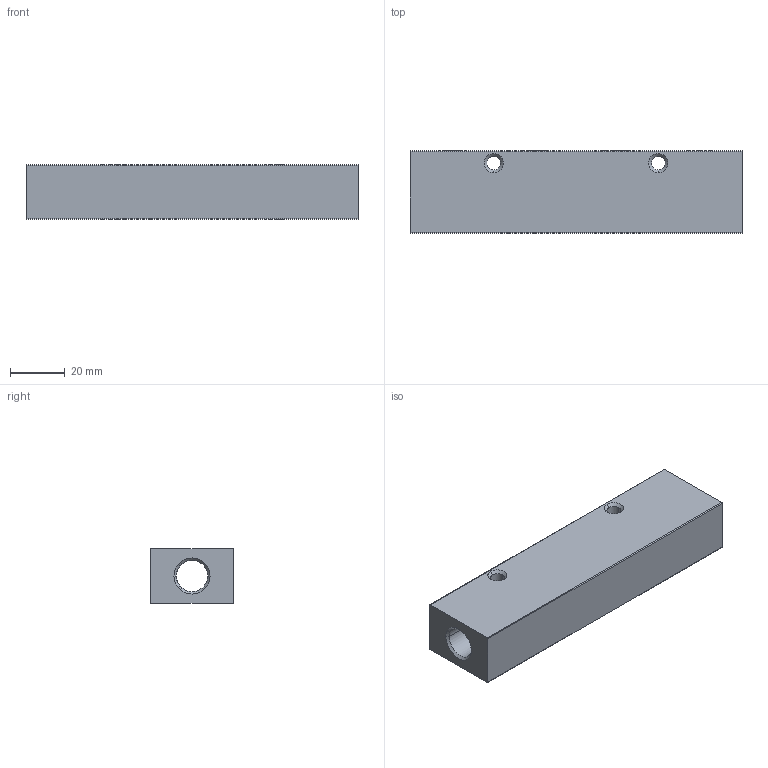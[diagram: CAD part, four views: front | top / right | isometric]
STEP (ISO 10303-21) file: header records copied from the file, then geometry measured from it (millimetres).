
FILE_DESCRIPTION(('STEP AP214'),'1');
FILE_NAME('3311_10_13_04.stp','2016-07-07T14:26:11',('TraceParts'),('TraceParts S.A.'),'Spatial InterOp 3D',' ',' ');
FILE_SCHEMA(('automotive_design'));
Length unit declared in the file: millimetre
Products named in the file (1): N311-10-13-04
Bounding box: 121 x 30 x 20 mm (x, y, z)
Volume: 57035.7 mm3; surface area: 18446.6 mm2
Topology: 1 solids, 1 shells, 44 faces, 122 edges, 76 vertices
Faces by surface type: cone 20, cylinder 18, plane 6
Entity records: 1978 total; most frequent: CARTESIAN_POINT 415, DIRECTION 264, ORIENTED_EDGE 244, EDGE_CURVE 122, AXIS2_PLACEMENT_3D 105, VERTEX_POINT 76, CIRCLE 60, EDGE_LOOP 54
